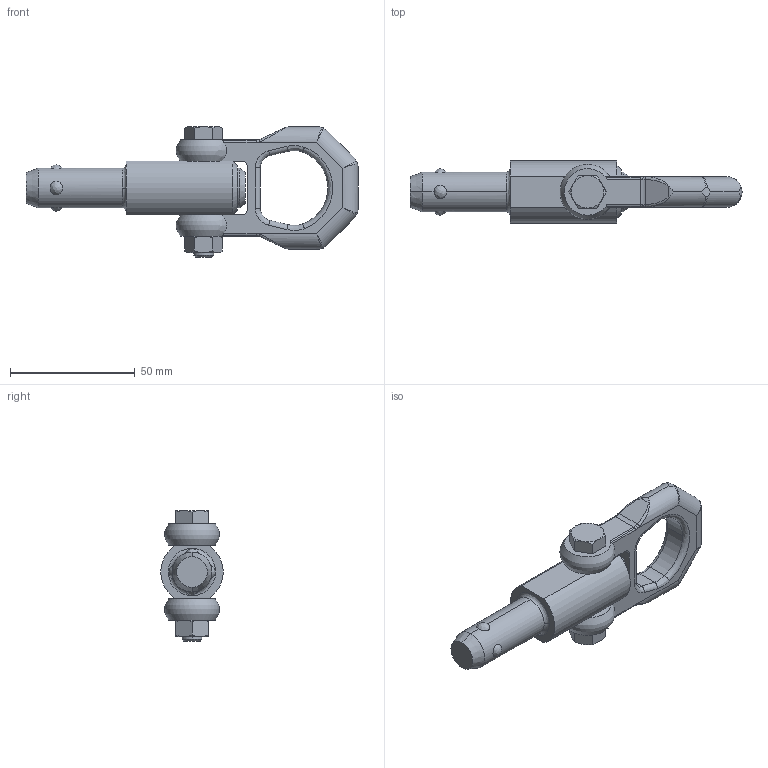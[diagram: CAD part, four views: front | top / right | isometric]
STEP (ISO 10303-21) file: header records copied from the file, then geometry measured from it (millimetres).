
FILE_DESCRIPTION(('STEP AP214'),'1');
FILE_NAME('EH_22350_0741.stp','2016-12-21T12:45:25',('TraceParts'),('TraceParts S.A.'),'Spatial InterOp 3D',' ',' ');
FILE_SCHEMA(('automotive_design'));
Length unit declared in the file: millimetre
Products named in the file (2): 1; 2
Bounding box: 132.9 x 25 x 52.3 mm (x, y, z)
Volume: 50780.5 mm3; surface area: 15220.3 mm2
Topology: 2 solids, 2 shells, 168 faces, 423 edges, 254 vertices
Faces by surface type: cylinder 55, bspline 40, plane 37, cone 32, torus 4
Entity records: 9262 total; most frequent: CARTESIAN_POINT 4160, ORIENTED_EDGE 818, DIRECTION 715, EDGE_CURVE 409, AXIS2_PLACEMENT_3D 289, VERTEX_POINT 254, EDGE_LOOP 183, STYLED_ITEM 170
